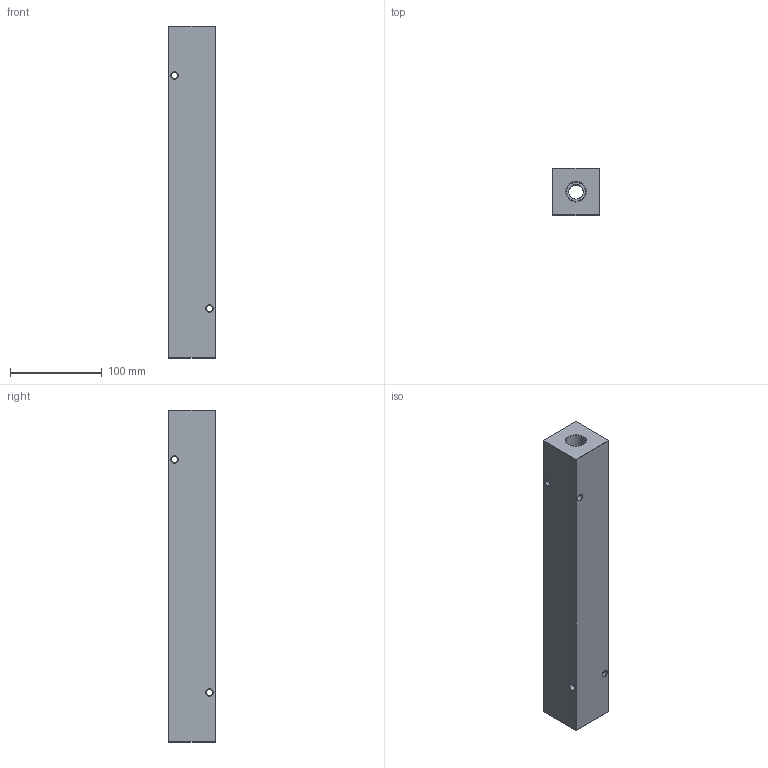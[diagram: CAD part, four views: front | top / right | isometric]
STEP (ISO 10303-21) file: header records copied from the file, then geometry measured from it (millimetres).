
FILE_DESCRIPTION (( 'STEP AP203' ), '1' );
FILE_NAME ('HM-7-90-P-8-6.STEP', '2020-10-30T13:47:05', ( '' ), ( '' ), 'SwSTEP 2.0', 'SolidWorks 2019', '' );
FILE_SCHEMA (( 'CONFIG_CONTROL_DESIGN' ));
Length unit declared in the file: inch
Products named in the file (1): HM-7-90-P-8-6
Bounding box: 50.8 x 50.8 x 361.95 mm (x, y, z)
Volume: 800544.8 mm3; surface area: 108534.8 mm2
Topology: 1 solids, 1 shells, 540 faces, 1417 edges, 924 vertices
Faces by surface type: plane 248, bspline 194, cone 52, cylinder 46
Entity records: 26982 total; most frequent: CARTESIAN_POINT 14887, ORIENTED_EDGE 2834, DIRECTION 1798, EDGE_CURVE 1417, VERTEX_POINT 924, VECTOR 824, LINE 824, EDGE_LOOP 627
